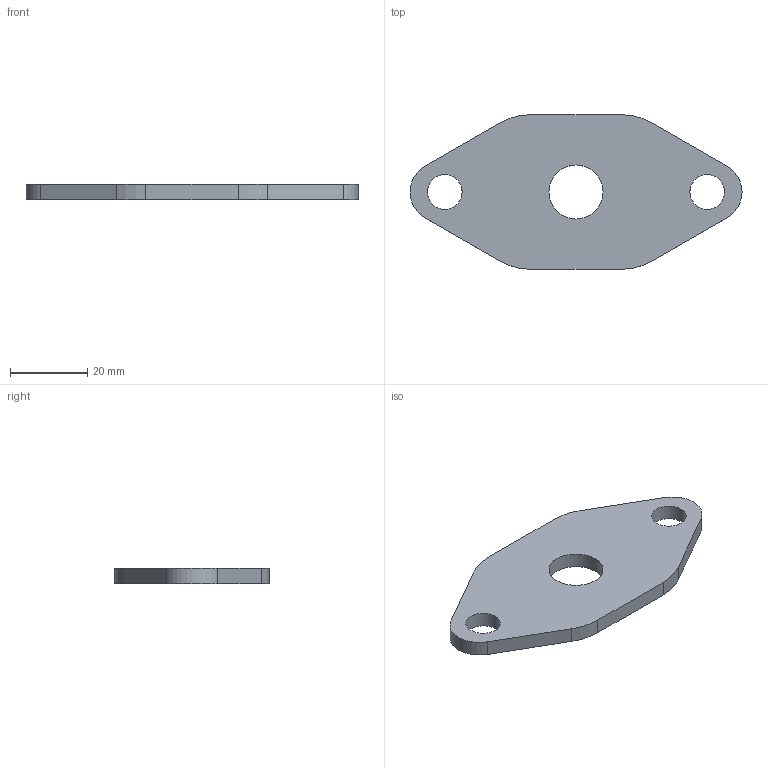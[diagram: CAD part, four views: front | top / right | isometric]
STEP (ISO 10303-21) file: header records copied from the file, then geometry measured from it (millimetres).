
FILE_DESCRIPTION(('CATIA V5 STEP Exchange'),'2;1');
FILE_NAME('60-02-01A_etancheiteEch.stp','2020-04-19T20:29:01+00:00',('none'),('none'),'CATIA Version 5-6 Release 2015','CATIA V5 STEP AP203','none');
FILE_SCHEMA(('CONFIG_CONTROL_DESIGN'));
Length unit declared in the file: millimetre
Products named in the file (1): 60-02-01A_etancheiteEch
Bounding box: 86 x 40 x 4 mm (x, y, z)
Volume: 9195.9 mm3; surface area: 5809.4 mm2
Topology: 1 solids, 1 shells, 20 faces, 58 edges, 40 vertices
Faces by surface type: cylinder 12, plane 8
Entity records: 692 total; most frequent: CARTESIAN_POINT 116, ORIENTED_EDGE 116, DIRECTION 92, EDGE_CURVE 58, AXIS2_PLACEMENT_3D 46, VERTEX_POINT 40, VECTOR 30, LINE 30
